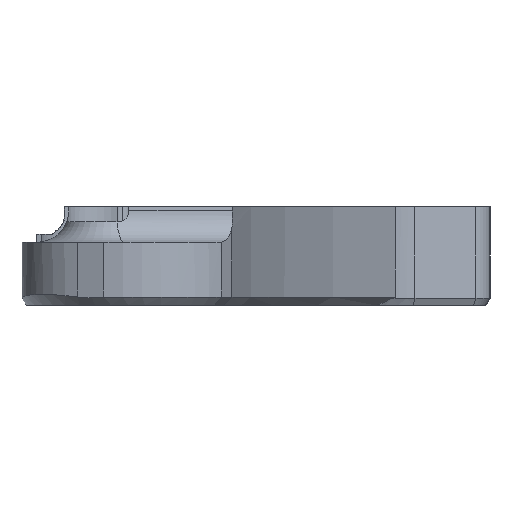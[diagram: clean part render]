
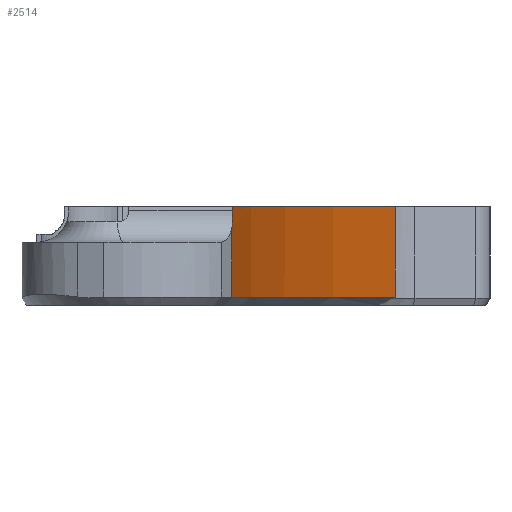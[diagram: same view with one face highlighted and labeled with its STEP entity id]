
A CAD part, left-side view. The second image highlights one B-rep face of the part: STEP entity #2514.
In plain terms, the highlighted cylindrical face has radius 68.868 mm (diameter 137.735 mm), a partial arc.
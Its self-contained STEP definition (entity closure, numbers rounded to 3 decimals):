
#89=B_SPLINE_CURVE_WITH_KNOTS('',3,(#4279,#4280,#4281,#4282,#4283,#4284),
 .UNSPECIFIED.,.F.,.F.,(4,2,4),(0.478,0.536,0.564),
 .UNSPECIFIED.);
#229=FACE_OUTER_BOUND('',#386,.T.);
#386=EDGE_LOOP('',(#1918,#1919,#1920,#1921,#1922,#1923));
#571=LINE('',#4218,#765);
#573=LINE('',#4286,#767);
#574=LINE('',#4289,#768);
#765=VECTOR('',#3240,10.);
#767=VECTOR('',#3258,10.);
#768=VECTOR('',#3261,10.);
#945=CIRCLE('',#2756,68.868);
#946=CIRCLE('',#2758,68.868);
#1143=VERTEX_POINT('',#4211);
#1146=VERTEX_POINT('',#4216);
#1153=VERTEX_POINT('',#4271);
#1154=VERTEX_POINT('',#4278);
#1155=VERTEX_POINT('',#4285);
#1156=VERTEX_POINT('',#4287);
#1428=EDGE_CURVE('',#1143,#1146,#571,.T.);
#1440=EDGE_CURVE('',#1153,#1146,#945,.T.);
#1441=EDGE_CURVE('',#1154,#1143,#89,.T.);
#1442=EDGE_CURVE('',#1155,#1153,#573,.T.);
#1443=EDGE_CURVE('',#1155,#1156,#946,.T.);
#1444=EDGE_CURVE('',#1156,#1154,#574,.T.);
#1918=ORIENTED_EDGE('',*,*,#1441,.T.);
#1919=ORIENTED_EDGE('',*,*,#1428,.T.);
#1920=ORIENTED_EDGE('',*,*,#1440,.F.);
#1921=ORIENTED_EDGE('',*,*,#1442,.F.);
#1922=ORIENTED_EDGE('',*,*,#1443,.T.);
#1923=ORIENTED_EDGE('',*,*,#1444,.T.);
#2431=CYLINDRICAL_SURFACE('',#2757,68.868);
#2514=ADVANCED_FACE('',(#229),#2431,.F.);
#2756=AXIS2_PLACEMENT_3D('',#4276,#3254,#3255);
#2757=AXIS2_PLACEMENT_3D('',#4277,#3256,#3257);
#2758=AXIS2_PLACEMENT_3D('',#4288,#3259,#3260);
#3240=DIRECTION('',(0.,0.,-1.));
#3254=DIRECTION('center_axis',(0.,0.,1.));
#3255=DIRECTION('ref_axis',(0.076,0.997,0.));
#3256=DIRECTION('center_axis',(0.,0.,-1.));
#3257=DIRECTION('ref_axis',(-0.076,-0.997,0.));
#3258=DIRECTION('',(0.,0.,-1.));
#3259=DIRECTION('center_axis',(0.,0.,1.));
#3260=DIRECTION('ref_axis',(-0.076,-0.997,0.));
#3261=DIRECTION('',(0.,0.,-1.));
#4211=CARTESIAN_POINT('',(-0.681,-6.147,-1.041));
#4216=CARTESIAN_POINT('',(-0.681,-6.147,-4.45));
#4218=CARTESIAN_POINT('',(-0.681,-6.147,0.));
#4271=CARTESIAN_POINT('',(26.736,-14.181,-4.45));
#4276=CARTESIAN_POINT('Origin',(-5.918,-74.815,-4.45));
#4277=CARTESIAN_POINT('Origin',(-5.918,-74.815,0.));
#4278=CARTESIAN_POINT('',(-0.42,-6.167,-0.2));
#4279=CARTESIAN_POINT('Ctrl Pts',(-0.42,-6.167,
-0.2));
#4280=CARTESIAN_POINT('Ctrl Pts',(-0.42,-6.167,
-0.394));
#4281=CARTESIAN_POINT('Ctrl Pts',(-0.461,-6.164,
-0.601));
#4282=CARTESIAN_POINT('Ctrl Pts',(-0.581,-6.155,
-0.878));
#4283=CARTESIAN_POINT('Ctrl Pts',(-0.628,-6.151,-0.962));
#4284=CARTESIAN_POINT('Ctrl Pts',(-0.681,-6.147,-1.041));
#4285=CARTESIAN_POINT('',(26.736,-14.181,0.));
#4286=CARTESIAN_POINT('',(26.736,-14.181,0.));
#4287=CARTESIAN_POINT('',(-0.42,-6.167,0.));
#4288=CARTESIAN_POINT('Origin',(-5.918,-74.815,0.));
#4289=CARTESIAN_POINT('',(-0.42,-6.167,0.));
